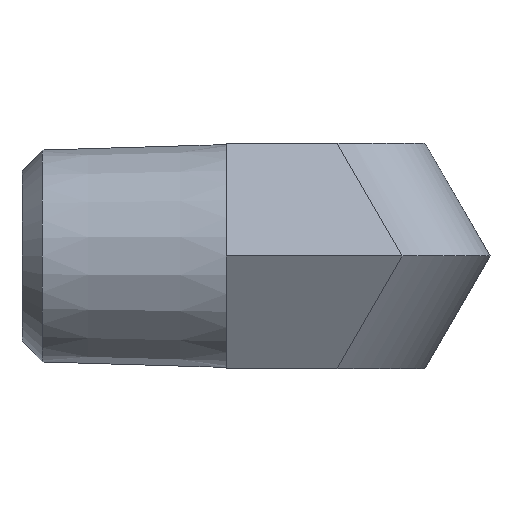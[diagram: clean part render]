
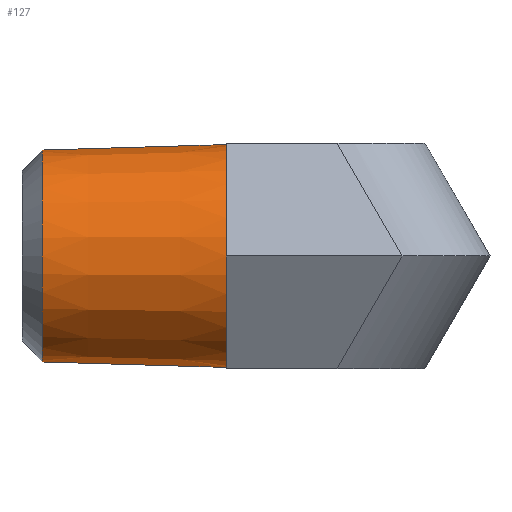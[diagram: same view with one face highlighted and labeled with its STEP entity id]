
A CAD part, left-side view. The second image highlights one B-rep face of the part: STEP entity #127.
In plain terms, the highlighted conical face has half-angle 1.7 degrees and reference radius 6.96 mm.
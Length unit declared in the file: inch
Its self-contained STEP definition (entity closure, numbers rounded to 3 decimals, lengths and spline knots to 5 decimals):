
#22 = EDGE_CURVE ( 'NONE', #668, #28, #485, .T. ) ;
#28 = VERTEX_POINT ( 'NONE', #73 ) ;
#73 = CARTESIAN_POINT ( 'NONE',  ( 0., 1.10102, -0.26058 ) ) ;
#82 = CARTESIAN_POINT ( 'NONE',  ( 0., 0.649, 0. ) ) ;
#87 = FACE_OUTER_BOUND ( 'NONE', #367, .T. ) ;
#105 = VERTEX_POINT ( 'NONE', #621 ) ;
#111 = EDGE_CURVE ( 'NONE', #1150, #105, #117, .T. ) ;
#117 = CIRCLE ( 'NONE', #157, 0.274 ) ;
#127 = ADVANCED_FACE ( 'NONE', ( #87 ), #632, .T. ) ;
#157 = AXIS2_PLACEMENT_3D ( 'NONE', #968, #304, #1082 ) ;
#178 = CARTESIAN_POINT ( 'NONE',  ( 0., 1.10102, 0. ) ) ;
#183 = LINE ( 'NONE', #375, #448 ) ;
#192 = DIRECTION ( 'NONE',  ( 0., -1., 0. ) ) ;
#283 = EDGE_CURVE ( 'NONE', #28, #1150, #1055, .T. ) ;
#301 = DIRECTION ( 'NONE',  ( 0., 0., -1. ) ) ;
#304 = DIRECTION ( 'NONE',  ( 0., 1., 0. ) ) ;
#367 = EDGE_LOOP ( 'NONE', ( #1153, #400, #828, #1078 ) ) ;
#375 = CARTESIAN_POINT ( 'NONE',  ( 0., 0.649, 0.274 ) ) ;
#384 = AXIS2_PLACEMENT_3D ( 'NONE', #82, #192, #1196 ) ;
#400 = ORIENTED_EDGE ( 'NONE', *, *, #283, .T. ) ;
#448 = VECTOR ( 'NONE', #1159, 39.37008 ) ;
#467 = VECTOR ( 'NONE', #773, 39.37008 ) ;
#485 = CIRCLE ( 'NONE', #935, 0.26058 ) ;
#557 = EDGE_CURVE ( 'NONE', #668, #105, #183, .T. ) ;
#621 = CARTESIAN_POINT ( 'NONE',  ( 0., 0.649, 0.274 ) ) ;
#632 = CONICAL_SURFACE ( 'NONE', #384, 0.274, 0.03 ) ;
#659 = CARTESIAN_POINT ( 'NONE',  ( 0., 0.649, -0.274 ) ) ;
#668 = VERTEX_POINT ( 'NONE', #835 ) ;
#773 = DIRECTION ( 'NONE',  ( 0., -1., -0.03 ) ) ;
#828 = ORIENTED_EDGE ( 'NONE', *, *, #111, .T. ) ;
#835 = CARTESIAN_POINT ( 'NONE',  ( 0., 1.10102, 0.26058 ) ) ;
#935 = AXIS2_PLACEMENT_3D ( 'NONE', #178, #965, #301 ) ;
#965 = DIRECTION ( 'NONE',  ( 0., -1., 0. ) ) ;
#968 = CARTESIAN_POINT ( 'NONE',  ( 0., 0.649, 0. ) ) ;
#1055 = LINE ( 'NONE', #659, #467 ) ;
#1078 = ORIENTED_EDGE ( 'NONE', *, *, #557, .F. ) ;
#1082 = DIRECTION ( 'NONE',  ( 0., 0., 1. ) ) ;
#1150 = VERTEX_POINT ( 'NONE', #1164 ) ;
#1153 = ORIENTED_EDGE ( 'NONE', *, *, #22, .T. ) ;
#1159 = DIRECTION ( 'NONE',  ( 0., -1., 0.03 ) ) ;
#1164 = CARTESIAN_POINT ( 'NONE',  ( 0., 0.649, -0.274 ) ) ;
#1196 = DIRECTION ( 'NONE',  ( 0., 0., 1. ) ) ;
